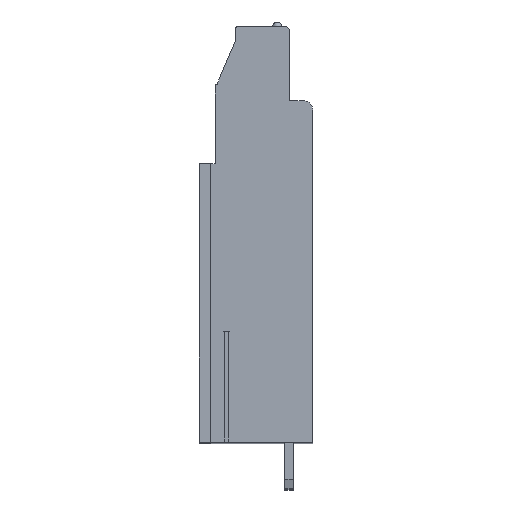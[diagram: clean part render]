
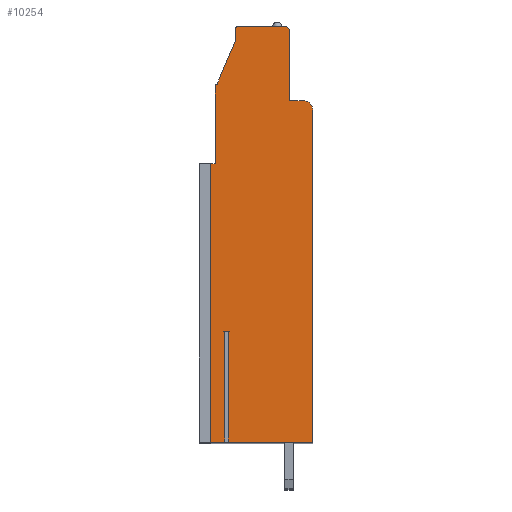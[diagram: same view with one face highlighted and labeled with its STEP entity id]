
A CAD part, top view. The second image highlights one B-rep face of the part: STEP entity #10254.
In plain terms, the highlighted planar face has unit normal (0, 0, 1).
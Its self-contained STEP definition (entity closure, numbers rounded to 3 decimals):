
#13=DIRECTION('',(0.,1.,0.));
#14=VECTOR('',#13,30.);
#15=CARTESIAN_POINT('',(-5.16,-17.199,99.06));
#16=LINE('',#15,#14);
#17=DIRECTION('',(-1.,0.,0.));
#18=VECTOR('',#17,0.5);
#19=CARTESIAN_POINT('',(-4.66,12.801,99.06));
#20=LINE('',#19,#18);
#21=DIRECTION('',(0.,-1.,0.));
#22=VECTOR('',#21,8.4);
#23=CARTESIAN_POINT('',(-4.66,21.201,99.06));
#24=LINE('',#23,#22);
#25=CARTESIAN_POINT('',(-4.46,21.201,99.06));
#26=DIRECTION('',(0.,0.,1.));
#27=DIRECTION('',(0.,1.,0.));
#28=AXIS2_PLACEMENT_3D('',#25,#26,#27);
#30=DIRECTION('',(-0.392,-0.92,0.));
#31=VECTOR('',#30,5.108);
#32=CARTESIAN_POINT('',(-2.46,26.101,99.06));
#33=LINE('',#32,#31);
#34=DIRECTION('',(0.,-1.,0.));
#35=VECTOR('',#34,1.2);
#36=CARTESIAN_POINT('',(-2.46,27.301,99.06));
#37=LINE('',#36,#35);
#38=CARTESIAN_POINT('',(-2.16,27.301,99.06));
#39=DIRECTION('',(0.,0.,1.));
#40=DIRECTION('',(0.,1.,0.));
#41=AXIS2_PLACEMENT_3D('',#38,#39,#40);
#43=DIRECTION('',(-1.,0.,0.));
#44=VECTOR('',#43,5.);
#45=CARTESIAN_POINT('',(2.84,27.601,99.06));
#46=LINE('',#45,#44);
#47=CARTESIAN_POINT('',(2.84,27.101,99.06));
#48=DIRECTION('',(0.,0.,1.));
#49=DIRECTION('',(1.,0.,0.));
#50=AXIS2_PLACEMENT_3D('',#47,#48,#49);
#52=DIRECTION('',(0.,1.,0.));
#53=VECTOR('',#52,7.5);
#54=CARTESIAN_POINT('',(3.34,19.601,99.06));
#55=LINE('',#54,#53);
#56=DIRECTION('',(-1.,0.,0.));
#57=VECTOR('',#56,1.5);
#58=CARTESIAN_POINT('',(4.84,19.601,99.06));
#59=LINE('',#58,#57);
#60=CARTESIAN_POINT('',(4.84,18.601,99.06));
#61=DIRECTION('',(0.,0.,1.));
#62=DIRECTION('',(1.,0.,0.));
#63=AXIS2_PLACEMENT_3D('',#60,#61,#62);
#65=DIRECTION('',(0.,1.,0.));
#66=VECTOR('',#65,35.8);
#67=CARTESIAN_POINT('',(5.84,-17.199,99.06));
#68=LINE('',#67,#66);
#69=DIRECTION('',(1.,0.,0.));
#70=VECTOR('',#69,9.11);
#71=CARTESIAN_POINT('',(-3.27,-17.199,99.06));
#72=LINE('',#71,#70);
#73=DIRECTION('',(0.,1.,0.));
#74=VECTOR('',#73,11.95);
#75=CARTESIAN_POINT('',(-3.27,-17.199,99.06));
#76=LINE('',#75,#74);
#77=DIRECTION('',(-1.,0.,0.));
#78=VECTOR('',#77,0.38);
#79=CARTESIAN_POINT('',(-3.27,-5.249,99.06));
#80=LINE('',#79,#78);
#81=DIRECTION('',(0.,1.,0.));
#82=VECTOR('',#81,11.95);
#83=CARTESIAN_POINT('',(-3.65,-17.199,99.06));
#84=LINE('',#83,#82);
#85=DIRECTION('',(1.,0.,0.));
#86=VECTOR('',#85,1.51);
#87=CARTESIAN_POINT('',(-5.16,-17.199,99.06));
#88=LINE('',#87,#86);
#7873=CARTESIAN_POINT('',(5.84,-17.199,99.06));
#7874=CARTESIAN_POINT('',(5.84,18.601,99.06));
#7875=VERTEX_POINT('',#7873);
#7876=VERTEX_POINT('',#7874);
#7877=CARTESIAN_POINT('',(4.84,19.601,99.06));
#7878=VERTEX_POINT('',#7877);
#7879=CARTESIAN_POINT('',(3.34,19.601,99.06));
#7880=VERTEX_POINT('',#7879);
#7881=CARTESIAN_POINT('',(3.34,27.101,99.06));
#7882=VERTEX_POINT('',#7881);
#7883=CARTESIAN_POINT('',(2.84,27.601,99.06));
#7884=VERTEX_POINT('',#7883);
#7885=CARTESIAN_POINT('',(-2.16,27.601,99.06));
#7886=VERTEX_POINT('',#7885);
#7887=CARTESIAN_POINT('',(-2.46,27.301,99.06));
#7888=VERTEX_POINT('',#7887);
#7889=CARTESIAN_POINT('',(-2.46,26.101,99.06));
#7890=VERTEX_POINT('',#7889);
#7891=CARTESIAN_POINT('',(-4.46,21.401,99.06));
#7892=VERTEX_POINT('',#7891);
#7893=CARTESIAN_POINT('',(-4.66,21.201,99.06));
#7894=VERTEX_POINT('',#7893);
#7895=CARTESIAN_POINT('',(-4.66,12.801,99.06));
#7896=VERTEX_POINT('',#7895);
#8009=CARTESIAN_POINT('',(-3.27,-5.249,99.06));
#8010=CARTESIAN_POINT('',(-3.65,-5.249,99.06));
#8011=VERTEX_POINT('',#8009);
#8012=VERTEX_POINT('',#8010);
#8013=CARTESIAN_POINT('',(-3.27,-17.199,99.06));
#8014=VERTEX_POINT('',#8013);
#8015=CARTESIAN_POINT('',(-3.65,-17.199,99.06));
#8016=VERTEX_POINT('',#8015);
#8025=CARTESIAN_POINT('',(-5.16,-17.199,99.06));
#8026=CARTESIAN_POINT('',(-5.16,12.801,99.06));
#8027=VERTEX_POINT('',#8025);
#8028=VERTEX_POINT('',#8026);
#10211=CARTESIAN_POINT('',(0.,0.,99.06));
#10212=DIRECTION('',(0.,0.,1.));
#10213=DIRECTION('',(1.,0.,0.));
#10214=AXIS2_PLACEMENT_3D('',#10211,#10212,#10213);
#10215=PLANE('',#10214);
#10217=ORIENTED_EDGE('',*,*,#10216,.T.);
#10219=ORIENTED_EDGE('',*,*,#10218,.F.);
#10221=ORIENTED_EDGE('',*,*,#10220,.F.);
#10223=ORIENTED_EDGE('',*,*,#10222,.F.);
#10225=ORIENTED_EDGE('',*,*,#10224,.F.);
#10227=ORIENTED_EDGE('',*,*,#10226,.F.);
#10229=ORIENTED_EDGE('',*,*,#10228,.F.);
#10231=ORIENTED_EDGE('',*,*,#10230,.F.);
#10233=ORIENTED_EDGE('',*,*,#10232,.F.);
#10235=ORIENTED_EDGE('',*,*,#10234,.F.);
#10237=ORIENTED_EDGE('',*,*,#10236,.F.);
#10239=ORIENTED_EDGE('',*,*,#10238,.F.);
#10241=ORIENTED_EDGE('',*,*,#10240,.F.);
#10243=ORIENTED_EDGE('',*,*,#10242,.F.);
#10245=ORIENTED_EDGE('',*,*,#10244,.T.);
#10247=ORIENTED_EDGE('',*,*,#10246,.T.);
#10249=ORIENTED_EDGE('',*,*,#10248,.F.);
#10251=ORIENTED_EDGE('',*,*,#10250,.F.);
#10252=EDGE_LOOP('',(#10217,#10219,#10221,#10223,#10225,#10227,#10229,#10231,
#10233,#10235,#10237,#10239,#10241,#10243,#10245,#10247,#10249,#10251));
#10253=FACE_OUTER_BOUND('',#10252,.F.);
#29=CIRCLE('',#28,0.2);
#42=CIRCLE('',#41,0.3);
#51=CIRCLE('',#50,0.5);
#64=CIRCLE('',#63,1.);
#10216=EDGE_CURVE('',#8027,#8028,#16,.T.);
#10218=EDGE_CURVE('',#7896,#8028,#20,.T.);
#10220=EDGE_CURVE('',#7894,#7896,#24,.T.);
#10222=EDGE_CURVE('',#7892,#7894,#29,.T.);
#10224=EDGE_CURVE('',#7890,#7892,#33,.T.);
#10226=EDGE_CURVE('',#7888,#7890,#37,.T.);
#10228=EDGE_CURVE('',#7886,#7888,#42,.T.);
#10230=EDGE_CURVE('',#7884,#7886,#46,.T.);
#10232=EDGE_CURVE('',#7882,#7884,#51,.T.);
#10234=EDGE_CURVE('',#7880,#7882,#55,.T.);
#10236=EDGE_CURVE('',#7878,#7880,#59,.T.);
#10238=EDGE_CURVE('',#7876,#7878,#64,.T.);
#10240=EDGE_CURVE('',#7875,#7876,#68,.T.);
#10242=EDGE_CURVE('',#8014,#7875,#72,.T.);
#10244=EDGE_CURVE('',#8014,#8011,#76,.T.);
#10246=EDGE_CURVE('',#8011,#8012,#80,.T.);
#10248=EDGE_CURVE('',#8016,#8012,#84,.T.);
#10250=EDGE_CURVE('',#8027,#8016,#88,.T.);
#10254=ADVANCED_FACE('',(#10253),#10215,.T.);
